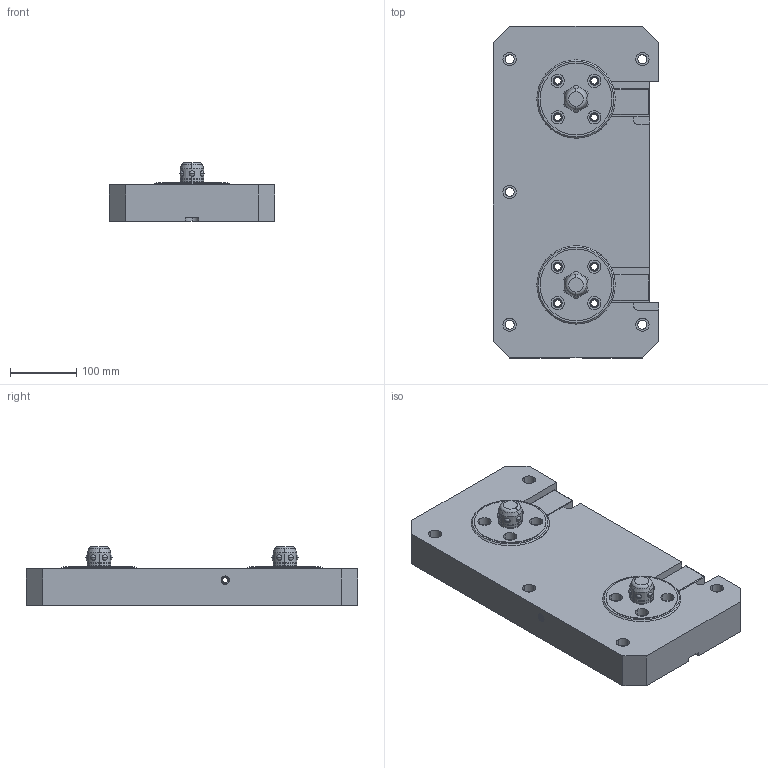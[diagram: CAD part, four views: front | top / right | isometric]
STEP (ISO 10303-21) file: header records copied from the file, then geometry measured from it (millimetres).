
FILE_DESCRIPTION((''),'2;1');
FILE_NAME('EH1990127.stp','2003-08-28T16:46:39',('Grof'),(''),'Autodesk Inventor (tm) 4.0','Autodesk Inventor (tm) 4.0','');
FILE_SCHEMA(('CONFIG_CONTROL_DESIGN'));
Length unit declared in the file: inch
Products named in the file (6): EH1990127; PRODUCT_NAME_12; PRODUCT_NAME_13; PRODUCT_NAME_14; PRODUCT_NAME_15; PRODUCT_NAME_16
Assembly tree (5 placements, depth 2):
  EH1990127
    PRODUCT_NAME_12
    PRODUCT_NAME_13
    PRODUCT_NAME_14
    PRODUCT_NAME_15
    PRODUCT_NAME_16
Bounding box: 250 x 500 x 88.5 mm (x, y, z)
Volume: 6353073.5 mm3; surface area: 496757.3 mm2
Topology: 5 solids, 5 shells, 3160 faces, 6883 edges, 3738 vertices
Faces by surface type: cone 1408, cylinder 890, torus 724, plane 114, sphere 24
Entity records: 86844 total; most frequent: DIRECTION 17457, CARTESIAN_POINT 14736, ORIENTED_EDGE 13694, AXIS2_PLACEMENT_3D 7471, EDGE_CURVE 6847, CIRCLE 4300, VERTEX_POINT 3726, EDGE_LOOP 3237
